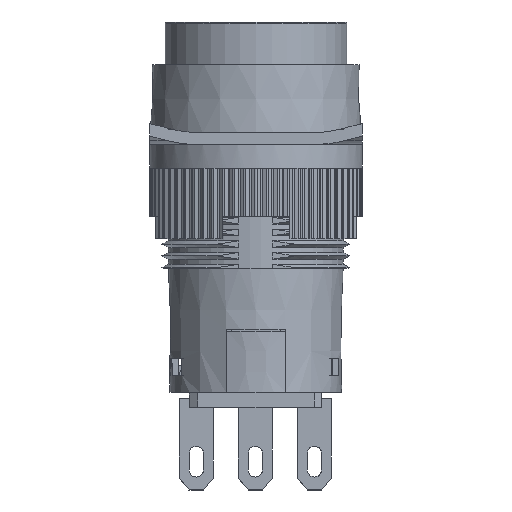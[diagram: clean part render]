
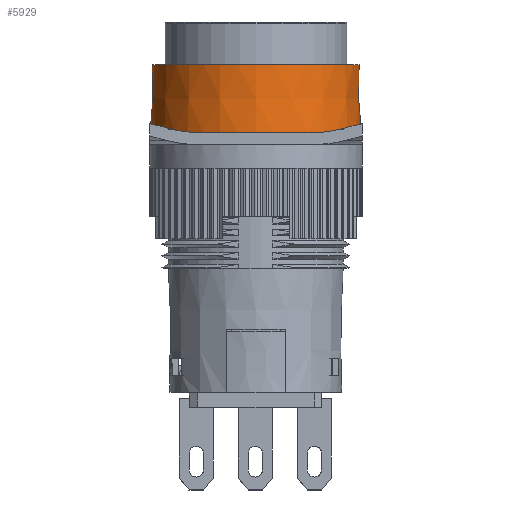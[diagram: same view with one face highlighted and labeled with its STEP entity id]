
A CAD part, front view. The second image highlights one B-rep face of the part: STEP entity #5929.
In plain terms, the highlighted conical face has half-angle 1.975 degrees and reference radius 8.95 mm.
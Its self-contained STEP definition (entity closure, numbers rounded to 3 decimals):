
#310=CONICAL_SURFACE('',#71137,8.95,1.975);
#1780=FACE_BOUND('',#15514,.T.);
#1781=FACE_BOUND('',#15515,.T.);
#5929=ADVANCED_FACE('',(#1780,#1781),#310,.T.);
#15514=EDGE_LOOP('',(#36244));
#15515=EDGE_LOOP('',(#36245));
#17326=CIRCLE('',#71134,8.95);
#17327=CIRCLE('',#71136,8.75);
#36244=ORIENTED_EDGE('',*,*,#51989,.F.);
#36245=ORIENTED_EDGE('',*,*,#51988,.T.);
#42525=VERTEX_POINT('',#123110);
#42526=VERTEX_POINT('',#123113);
#51988=EDGE_CURVE('',#42525,#42525,#17326,.T.);
#51989=EDGE_CURVE('',#42526,#42526,#17327,.T.);
#71134=AXIS2_PLACEMENT_3D('',#123109,#88694,#88695);
#71136=AXIS2_PLACEMENT_3D('',#123112,#88698,#88699);
#71137=AXIS2_PLACEMENT_3D('',#123114,#88700,#88701);
#88694=DIRECTION('',(0.,0.,1.));
#88695=DIRECTION('',(0.,-1.,0.));
#88698=DIRECTION('',(0.,0.,1.));
#88699=DIRECTION('',(0.,-1.,0.));
#88700=DIRECTION('',(0.,0.,-1.));
#88701=DIRECTION('',(0.,1.,0.));
#123109=CARTESIAN_POINT('',(-0.022,-450.5,-8.43));
#123110=CARTESIAN_POINT('',(-0.022,-459.45,-8.43));
#123112=CARTESIAN_POINT('',(-0.022,-450.5,-2.63));
#123113=CARTESIAN_POINT('',(-0.022,-459.25,-2.63));
#123114=CARTESIAN_POINT('',(-0.022,-450.5,-8.43));
